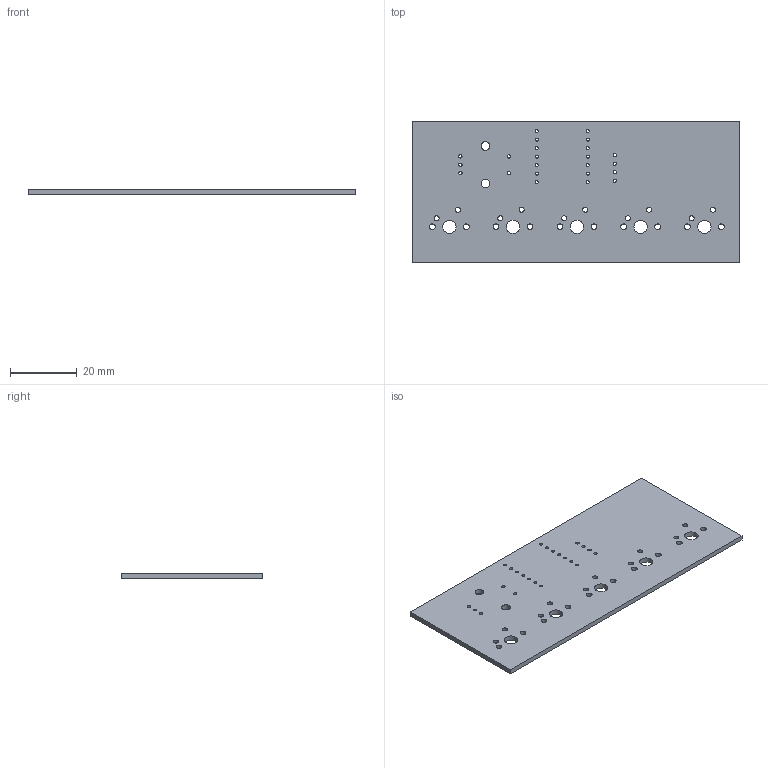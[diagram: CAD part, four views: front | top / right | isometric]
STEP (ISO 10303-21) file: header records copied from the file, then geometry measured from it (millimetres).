
FILE_DESCRIPTION(('KiCad electronic assembly'),'2;1');
FILE_NAME('truckpad.step','2025-05-24T20:59:50',('Pcbnew'),('Kicad'), 'Open CASCADE STEP processor 7.8','KiCad to STEP converter','Unknown' );
FILE_SCHEMA(('AUTOMOTIVE_DESIGN { 1 0 10303 214 1 1 1 1 }'));
Length unit declared in the file: millimetre
Products named in the file (2): truckpad 1; truckpad_PCB
Assembly tree (1 placements, depth 2):
  truckpad 1
    truckpad_PCB
Bounding box: 98 x 42.3 x 1.51 mm (x, y, z)
Volume: 6063.9 mm3; surface area: 8828.4 mm2
Topology: 1 solids, 1 shells, 56 faces, 162 edges, 108 vertices
Faces by surface type: cylinder 50, plane 6
Full cylindrical faces by diameter (mm): 0.889 x14, 1 x9, 1.5 x10, 1.7 x10, 2.6 x2, 4 x5
Entity records: 2143 total; most frequent: DIRECTION 378, CARTESIAN_POINT 328, ORIENTED_EDGE 324, EDGE_CURVE 162, AXIS2_PLACEMENT_3D 158, FACE_BOUND 156, EDGE_LOOP 156, VERTEX_POINT 108
